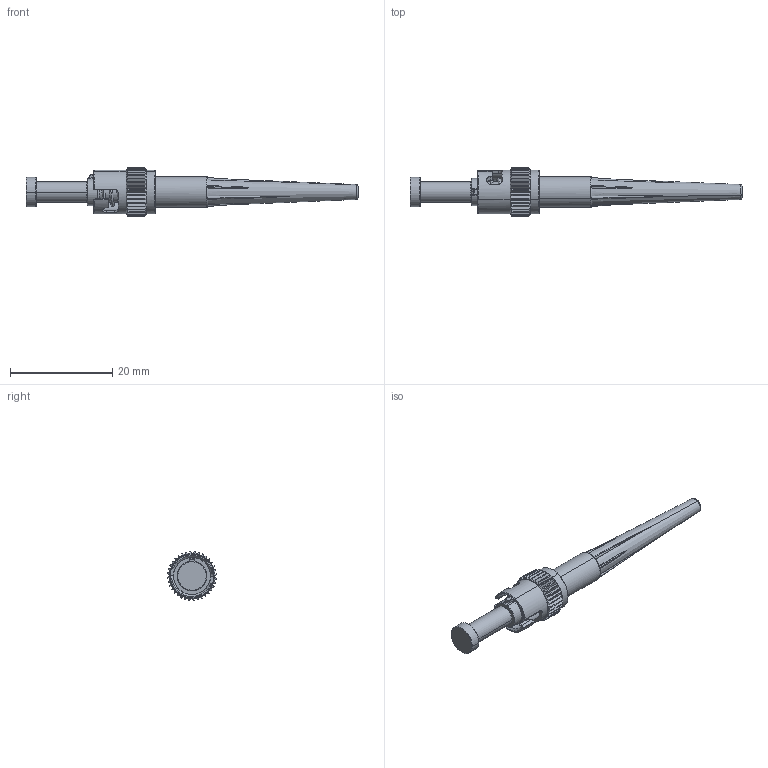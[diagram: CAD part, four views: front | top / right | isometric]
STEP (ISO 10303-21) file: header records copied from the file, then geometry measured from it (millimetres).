
FILE_DESCRIPTION (( 'STEP AP203' ), '1' );
FILE_NAME ('SOC-ST-M4-09-10PK_3D.STEP', '2022-04-23T06:10:01', ( '' ), ( '' ), 'SwSTEP 2.0', 'SolidWorks 2021', '' );
FILE_SCHEMA (( 'CONFIG_CONTROL_DESIGN' ));
Length unit declared in the file: inch
Products named in the file (10): soc________.STEP; ST______.STEP; ST-________20150116.STEP; ST-E______.STEP; SOC-ST-M4-09-10PK_3D; SC APC Ferrule.ipt-1.STEP; ST-__________________.STEP; 0.9mm buffer.STEP; 0278-SOC Universal Boot.STEP; STC-0388 27MM Thermal Shrink Sleeve Assy.STEP
Assembly tree (9 placements, depth 2):
  SOC-ST-M4-09-10PK_3D
    ST-__________________.STEP
    ST-________20150116.STEP
    SC APC Ferrule.ipt-1.STEP
    ST______.STEP
    soc________.STEP
    ST-E______.STEP
    0.9mm buffer.STEP
    0278-SOC Universal Boot.STEP
    STC-0388 27MM Thermal Shrink Sleeve Assy.STEP
Bounding box: 65.01 x 9.59 x 9.59 mm (x, y, z)
Volume: 1154.6 mm3; surface area: 3461.9 mm2
Topology: 12 solids, 12 shells, 515 faces, 1242 edges, 762 vertices
Faces by surface type: plane 230, cylinder 168, cone 85, torus 19, bspline 11, sphere 2
Entity records: 22896 total; most frequent: CARTESIAN_POINT 10379, ORIENTED_EDGE 2484, DIRECTION 2261, EDGE_CURVE 1242, AXIS2_PLACEMENT_3D 904, VERTEX_POINT 762, EDGE_LOOP 540, FACE_OUTER_BOUND 515
